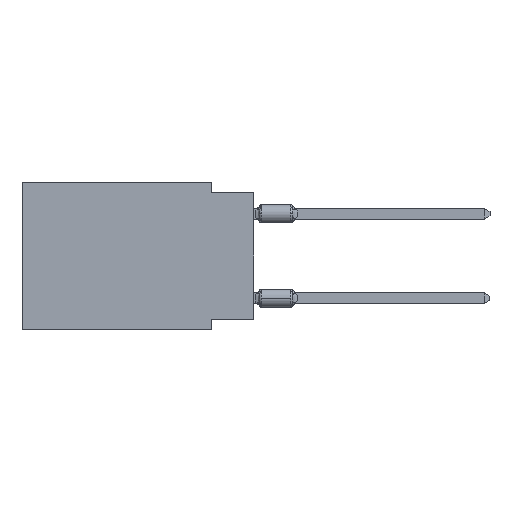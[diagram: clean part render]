
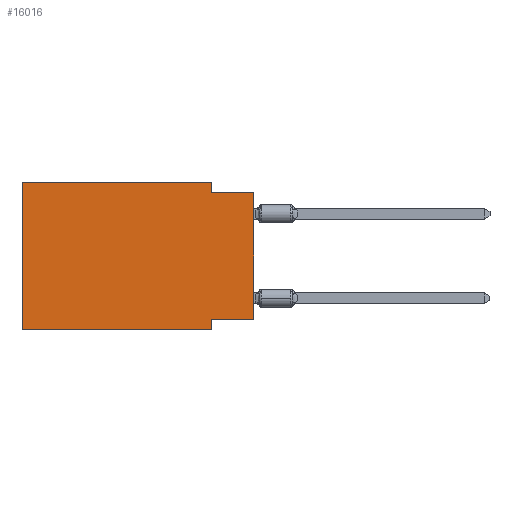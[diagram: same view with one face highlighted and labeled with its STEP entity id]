
A CAD part, left-side view. The second image highlights one B-rep face of the part: STEP entity #16016.
In plain terms, the highlighted planar face has unit normal (-1, 0, 0).
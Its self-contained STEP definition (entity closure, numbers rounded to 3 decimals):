
#413 = VECTOR ( 'NONE', #22777, 1000. ) ;
#1017 = CARTESIAN_POINT ( 'NONE',  ( 0., 13.97, -8.89 ) ) ;
#1178 = CARTESIAN_POINT ( 'NONE',  ( 0., 0., -0.635 ) ) ;
#1251 = CARTESIAN_POINT ( 'NONE',  ( 0., 0., -8.255 ) ) ;
#1362 = ORIENTED_EDGE ( 'NONE', *, *, #5254, .F. ) ;
#1471 = ORIENTED_EDGE ( 'NONE', *, *, #7669, .F. ) ;
#1498 = CARTESIAN_POINT ( 'NONE',  ( 0., 2.54, -8.255 ) ) ;
#2283 = EDGE_CURVE ( 'NONE', #11962, #17887, #15836, .T. ) ;
#3048 = EDGE_LOOP ( 'NONE', ( #23522, #16305, #1362, #1471, #8047, #17453, #18672, #10876 ) ) ;
#3469 = CARTESIAN_POINT ( 'NONE',  ( 0., 13.97, -8.89 ) ) ;
#5139 = VERTEX_POINT ( 'NONE', #1178 ) ;
#5254 = EDGE_CURVE ( 'NONE', #7403, #17711, #16127, .T. ) ;
#5401 = DIRECTION ( 'NONE',  ( 0., 0., -1. ) ) ;
#5860 = LINE ( 'NONE', #19292, #22760 ) ;
#7157 = VECTOR ( 'NONE', #14189, 1000. ) ;
#7197 = DIRECTION ( 'NONE',  ( 1., 0., 0. ) ) ;
#7403 = VERTEX_POINT ( 'NONE', #25159 ) ;
#7661 = LINE ( 'NONE', #14438, #17883 ) ;
#7669 = EDGE_CURVE ( 'NONE', #13679, #7403, #9899, .T. ) ;
#8047 = ORIENTED_EDGE ( 'NONE', *, *, #10349, .F. ) ;
#8661 = CARTESIAN_POINT ( 'NONE',  ( 0., 2.54, -8.89 ) ) ;
#9546 = FACE_OUTER_BOUND ( 'NONE', #3048, .T. ) ;
#9746 = DIRECTION ( 'NONE',  ( 0., -1., 0. ) ) ;
#9768 = LINE ( 'NONE', #22634, #7157 ) ;
#9899 = LINE ( 'NONE', #20025, #14121 ) ;
#10257 = VERTEX_POINT ( 'NONE', #1498 ) ;
#10349 = EDGE_CURVE ( 'NONE', #11962, #13679, #9768, .T. ) ;
#10876 = ORIENTED_EDGE ( 'NONE', *, *, #25147, .F. ) ;
#11962 = VERTEX_POINT ( 'NONE', #3469 ) ;
#12661 = VECTOR ( 'NONE', #9746, 1000. ) ;
#12665 = EDGE_CURVE ( 'NONE', #15187, #5139, #7661, .T. ) ;
#12809 = EDGE_CURVE ( 'NONE', #17711, #5139, #5860, .T. ) ;
#13289 = PLANE ( 'NONE',  #13979 ) ;
#13679 = VERTEX_POINT ( 'NONE', #22967 ) ;
#13839 = VECTOR ( 'NONE', #18145, 1000. ) ;
#13979 = AXIS2_PLACEMENT_3D ( 'NONE', #20077, #7197, #5401 ) ;
#14121 = VECTOR ( 'NONE', #26785, 1000. ) ;
#14189 = DIRECTION ( 'NONE',  ( 0., 0., 1. ) ) ;
#14314 = CARTESIAN_POINT ( 'NONE',  ( 0., 2.54, 0. ) ) ;
#14325 = LINE ( 'NONE', #21116, #413 ) ;
#14438 = CARTESIAN_POINT ( 'NONE',  ( 0., 0., 0. ) ) ;
#15187 = VERTEX_POINT ( 'NONE', #25584 ) ;
#15434 = VECTOR ( 'NONE', #24576, 1000. ) ;
#15836 = LINE ( 'NONE', #1017, #12661 ) ;
#16016 = ADVANCED_FACE ( 'NONE', ( #9546 ), #13289, .F. ) ;
#16127 = LINE ( 'NONE', #14314, #15434 ) ;
#16305 = ORIENTED_EDGE ( 'NONE', *, *, #12809, .F. ) ;
#17453 = ORIENTED_EDGE ( 'NONE', *, *, #2283, .T. ) ;
#17711 = VERTEX_POINT ( 'NONE', #26415 ) ;
#17883 = VECTOR ( 'NONE', #26762, 1000. ) ;
#17887 = VERTEX_POINT ( 'NONE', #8661 ) ;
#18145 = DIRECTION ( 'NONE',  ( 0., 1., 0. ) ) ;
#18672 = ORIENTED_EDGE ( 'NONE', *, *, #26757, .F. ) ;
#18734 = DIRECTION ( 'NONE',  ( 0., -1., 0. ) ) ;
#19292 = CARTESIAN_POINT ( 'NONE',  ( 0., 0., -0.635 ) ) ;
#20025 = CARTESIAN_POINT ( 'NONE',  ( 0., 13.97, 0. ) ) ;
#20077 = CARTESIAN_POINT ( 'NONE',  ( 0., 13.97, 0. ) ) ;
#20227 = LINE ( 'NONE', #1251, #13839 ) ;
#21116 = CARTESIAN_POINT ( 'NONE',  ( 0., 2.54, -8.89 ) ) ;
#22634 = CARTESIAN_POINT ( 'NONE',  ( 0., 13.97, 0. ) ) ;
#22760 = VECTOR ( 'NONE', #18734, 1000. ) ;
#22777 = DIRECTION ( 'NONE',  ( 0., 0., -1. ) ) ;
#22967 = CARTESIAN_POINT ( 'NONE',  ( 0., 13.97, 0. ) ) ;
#23522 = ORIENTED_EDGE ( 'NONE', *, *, #12665, .T. ) ;
#24576 = DIRECTION ( 'NONE',  ( 0., 0., -1. ) ) ;
#25147 = EDGE_CURVE ( 'NONE', #15187, #10257, #20227, .T. ) ;
#25159 = CARTESIAN_POINT ( 'NONE',  ( 0., 2.54, 0. ) ) ;
#25584 = CARTESIAN_POINT ( 'NONE',  ( 0., 0., -8.255 ) ) ;
#26415 = CARTESIAN_POINT ( 'NONE',  ( 0., 2.54, -0.635 ) ) ;
#26757 = EDGE_CURVE ( 'NONE', #10257, #17887, #14325, .T. ) ;
#26762 = DIRECTION ( 'NONE',  ( 0., 0., 1. ) ) ;
#26785 = DIRECTION ( 'NONE',  ( 0., -1., 0. ) ) ;
